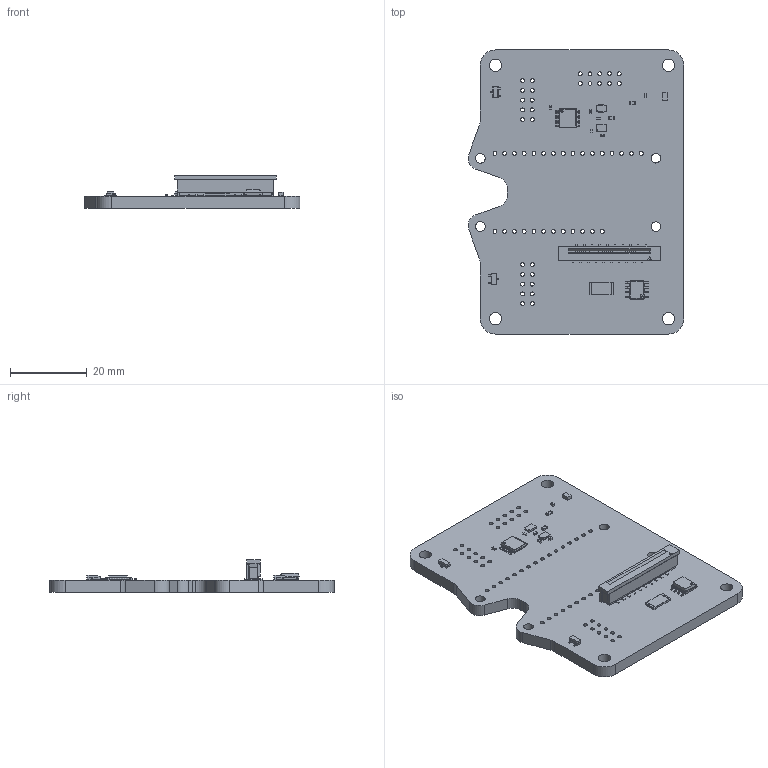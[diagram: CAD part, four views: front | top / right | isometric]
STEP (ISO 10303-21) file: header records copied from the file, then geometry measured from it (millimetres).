
FILE_DESCRIPTION(('KiCad electronic assembly'),'2;1');
FILE_NAME('Controller.step','2024-09-29T02:27:19',('Pcbnew'),('Kicad'), 'Open CASCADE STEP processor 7.7','KiCad to STEP converter','Unknown' );
FILE_SCHEMA(('AUTOMOTIVE_DESIGN { 1 0 10303 214 1 1 1 1 }'));
Length unit declared in the file: millimetre
Products named in the file (20): Controller 1; R_0603_1608Metric; C_0402_1005Metric; SOIC-8_3.9x4.9mm_P1.27mm; SOIC_8_39x49mm_P127mm; SFW20S-2STE1LF; ISFW20S-2STLF; SOT-23; SOT_23; FXL6408UMX; ASSEMBLY; R_2512_6332Metric; VEML6040A3OG; LSF0204PWJ; _autosave-Controller_PCB
Assembly tree (27 placements, depth 3):
  Controller 1
    R_0603_1608Metric  x2
      R_0603_1608Metric
    C_0402_1005Metric  x6
      C_0402_1005Metric
    SOIC-8_3.9x4.9mm_P1.27mm
      SOIC_8_39x49mm_P127mm
    SFW20S-2STE1LF
      ISFW20S-2STLF
    SOT-23  x2
      SOT_23
    FXL6408UMX  x2
      ASSEMBLY
    R_2512_6332Metric
      R_2512_6332Metric
    VEML6040A3OG
      VEML6040A3OG
    LSF0204PWJ
      ASSEMBLY
    _autosave-Controller_PCB
Bounding box: 56.16 x 74 x 8.55 mm (x, y, z)
Volume: 12651.9 mm3; surface area: 10366.3 mm2
Topology: 64 solids, 64 shells, 1534 faces, 3918 edges, 2552 vertices
Faces by surface type: plane 1123, cylinder 325, bspline 86
Full cylindrical faces by diameter (mm): 0.225 x2, 0.55 x1, 0.6 x1, 1 x58, 2.5 x2, 2.54 x2, 3.2 x4
Entity records: 38840 total; most frequent: CARTESIAN_POINT 6584, ORIENTED_EDGE 6206, DIRECTION 5835, EDGE_CURVE 3103, LINE 2557, VECTOR 2557, VERTEX_POINT 2024, AXIS2_PLACEMENT_3D 1639
